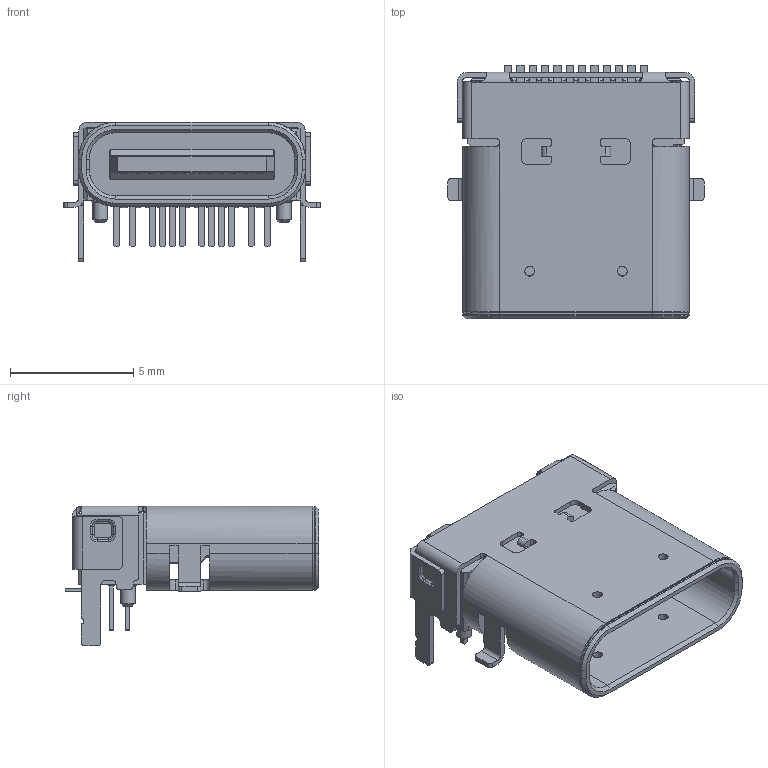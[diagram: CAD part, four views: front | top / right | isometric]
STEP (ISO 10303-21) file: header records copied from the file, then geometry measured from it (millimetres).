
FILE_DESCRIPTION(/* description */ ('Unknown'),/* implementation_level */ '2;1');
FILE_NAME(/* name */ 'UJ32-C-H-G-H2-SMT-TR',/* time_stamp */ '2023-06-15T12:31:53+02:00',/* author */ ('Unknown'),/* organization */ ('Unknown'),/* preprocessor_version */ 'ST-DEVELOPER v18.102',/* originating_system */ 'Solid Edge',/* authorisation */ 'Unknown');
FILE_SCHEMA (('AUTOMOTIVE_DESIGN {1 0 10303 214 3 1 1}'));
Length unit declared in the file: millimetre
Products named in the file (1): UJ32-C-H-G-H2-SMT-TR
Bounding box: 10.4 x 10.3 x 5.67 mm (x, y, z)
Volume: 186.7 mm3; surface area: 650.2 mm2
Topology: 1 solids, 1 shells, 950 faces, 2521 edges, 1605 vertices
Faces by surface type: plane 750, cylinder 156, torus 24, cone 20
Full cylindrical faces by diameter (mm): 0.397 x4, 0.6 x2
Entity records: 35548 total; most frequent: CARTESIAN_POINT 5127, ORIENTED_EDGE 5012, DIRECTION 4755, EDGE_CURVE 2506, LINE 2115, VECTOR 2115, VERTEX_POINT 1600, AXIS2_PLACEMENT_3D 1320
